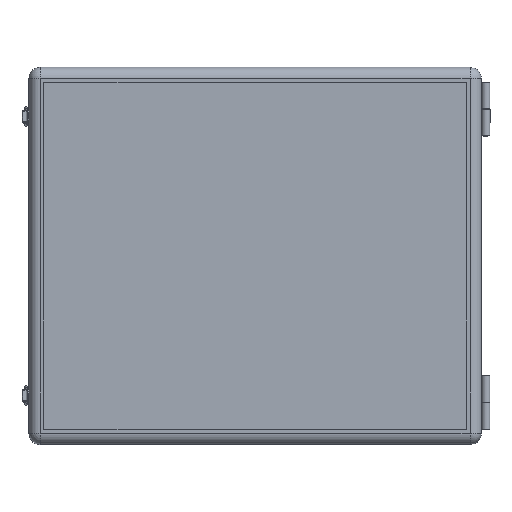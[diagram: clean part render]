
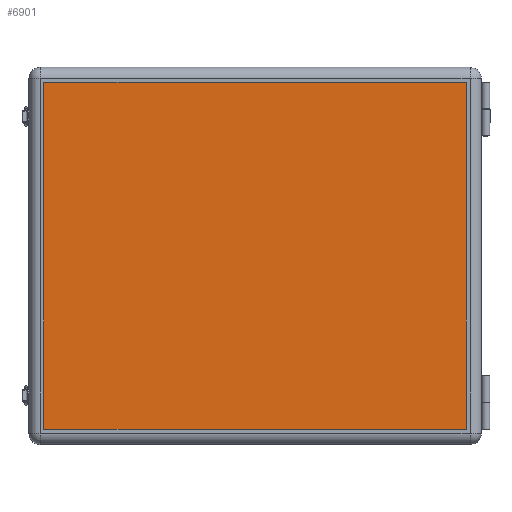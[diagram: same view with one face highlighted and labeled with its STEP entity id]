
A CAD part, top view. The second image highlights one B-rep face of the part: STEP entity #6901.
In plain terms, the highlighted face is planar.
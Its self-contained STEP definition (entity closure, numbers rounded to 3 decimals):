
#4223 = VERTEX_POINT ( 'NONE', #29394 ) ;
#4229 = VERTEX_POINT ( 'NONE', #29400 ) ;
#4234 = VERTEX_POINT ( 'NONE', #29405 ) ;
#4235 = VERTEX_POINT ( 'NONE', #29406 ) ;
#6901 = ADVANCED_FACE ( 'NONE', ( #38082 ), #38083, .F. ) ;
#16330 = EDGE_LOOP ( 'NONE', ( #28796, #28798, #28800, #28802 ) ) ;
#23887 = EDGE_CURVE ( 'NONE', #4234, #4229, #56585, .T. ) ;
#23890 = EDGE_CURVE ( 'NONE', #4229, #4223, #56601, .T. ) ;
#23894 = EDGE_CURVE ( 'NONE', #4235, #4234, #56596, .T. ) ;
#23896 = EDGE_CURVE ( 'NONE', #4223, #4235, #56619, .T. ) ;
#28796 = ORIENTED_EDGE ( 'NONE', *, *, #23887, .F. ) ;
#28798 = ORIENTED_EDGE ( 'NONE', *, *, #23894, .F. ) ;
#28800 = ORIENTED_EDGE ( 'NONE', *, *, #23896, .F. ) ;
#28802 = ORIENTED_EDGE ( 'NONE', *, *, #23890, .F. ) ;
#29394 = CARTESIAN_POINT ( 'NONE',  ( -280., 230., 0. ) ) ;
#29400 = CARTESIAN_POINT ( 'NONE',  ( 280., 230., 0. ) ) ;
#29405 = CARTESIAN_POINT ( 'NONE',  ( 280., -230., 0. ) ) ;
#29406 = CARTESIAN_POINT ( 'NONE',  ( -280., -230., 0. ) ) ;
#37119 = AXIS2_PLACEMENT_3D ( 'NONE', #38074, #38085, #38086 ) ;
#38074 = CARTESIAN_POINT ( 'NONE',  ( -283.5, -233.5, 0. ) ) ;
#38082 = FACE_OUTER_BOUND ( 'NONE', #16330, .T. ) ;
#38083 = PLANE ( 'NONE',  #37119 ) ;
#38085 = DIRECTION ( 'NONE',  ( 0., 0., 1. ) ) ;
#38086 = DIRECTION ( 'NONE',  ( 1., 0., 0. ) ) ;
#55390 = VECTOR ( 'NONE', #56594, 1000. ) ;
#55394 = VECTOR ( 'NONE', #56603, 1000. ) ;
#55397 = VECTOR ( 'NONE', #56616, 1000. ) ;
#55400 = VECTOR ( 'NONE', #56621, 1000. ) ;
#56585 = LINE ( 'NONE', #56593, #55390 ) ;
#56593 = CARTESIAN_POINT ( 'NONE',  ( 280., -233.5, 0. ) ) ;
#56594 = DIRECTION ( 'NONE',  ( 0., 1., 0. ) ) ;
#56596 = LINE ( 'NONE', #56614, #55397 ) ;
#56601 = LINE ( 'NONE', #56602, #55394 ) ;
#56602 = CARTESIAN_POINT ( 'NONE',  ( -283.5, 230., 0. ) ) ;
#56603 = DIRECTION ( 'NONE',  ( -1., 0., 0. ) ) ;
#56614 = CARTESIAN_POINT ( 'NONE',  ( -283.5, -230., 0. ) ) ;
#56616 = DIRECTION ( 'NONE',  ( 1., 0., 0. ) ) ;
#56619 = LINE ( 'NONE', #56620, #55400 ) ;
#56620 = CARTESIAN_POINT ( 'NONE',  ( -280., -233.5, 0. ) ) ;
#56621 = DIRECTION ( 'NONE',  ( 0., -1., 0. ) ) ;
